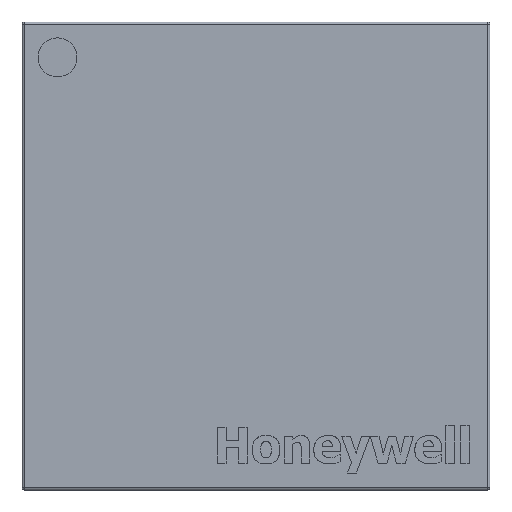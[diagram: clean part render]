
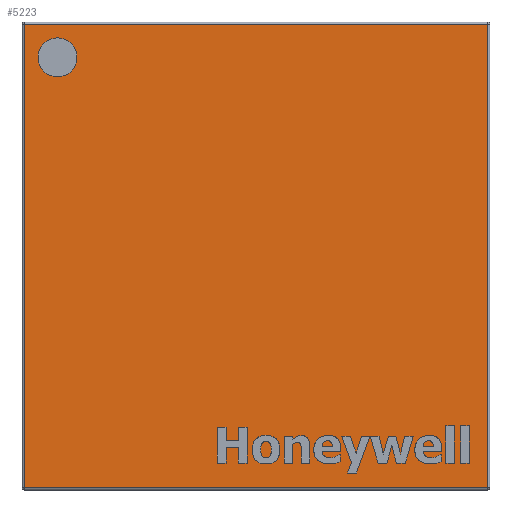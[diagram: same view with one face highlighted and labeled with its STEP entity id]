
A CAD part, top view. The second image highlights one B-rep face of the part: STEP entity #5223.
In plain terms, the highlighted planar face has unit normal (0, 0, 1).
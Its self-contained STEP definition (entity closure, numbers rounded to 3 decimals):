
#375=FACE_OUTER_BOUND('',#712,.T.);
#712=EDGE_LOOP('',(#3868,#3869,#3870,#3871));
#1137=LINE('',#7604,#1762);
#1141=LINE('',#7617,#1766);
#1143=LINE('',#7620,#1768);
#1145=LINE('',#7623,#1770);
#1762=VECTOR('',#6312,10.);
#1766=VECTOR('',#6328,10.);
#1768=VECTOR('',#6332,10.);
#1770=VECTOR('',#6336,10.);
#2320=VERTEX_POINT('',#7558);
#2329=VERTEX_POINT('',#7585);
#2332=VERTEX_POINT('',#7595);
#2335=VERTEX_POINT('',#7608);
#2888=EDGE_CURVE('',#2320,#2332,#1137,.T.);
#2895=EDGE_CURVE('',#2332,#2335,#1141,.T.);
#2897=EDGE_CURVE('',#2335,#2329,#1143,.T.);
#2899=EDGE_CURVE('',#2329,#2320,#1145,.T.);
#3868=ORIENTED_EDGE('',*,*,#2888,.F.);
#3869=ORIENTED_EDGE('',*,*,#2899,.F.);
#3870=ORIENTED_EDGE('',*,*,#2897,.F.);
#3871=ORIENTED_EDGE('',*,*,#2895,.F.);
#4942=PLANE('',#5691);
#5223=ADVANCED_FACE('',(#375),#4942,.T.);
#5691=AXIS2_PLACEMENT_3D('',#7635,#6354,#6355);
#6312=DIRECTION('',(1.,0.,0.));
#6328=DIRECTION('',(0.,-1.,0.));
#6332=DIRECTION('',(-1.,0.,0.));
#6336=DIRECTION('',(0.,1.,0.));
#6354=DIRECTION('center_axis',(0.,0.,1.));
#6355=DIRECTION('ref_axis',(1.,0.,0.));
#7558=CARTESIAN_POINT('',(-1.485,1.485,0.9));
#7585=CARTESIAN_POINT('',(-1.485,-1.485,0.9));
#7595=CARTESIAN_POINT('',(1.485,1.485,0.9));
#7604=CARTESIAN_POINT('',(0.75,1.485,0.9));
#7608=CARTESIAN_POINT('',(1.485,-1.485,0.9));
#7617=CARTESIAN_POINT('',(1.485,-0.75,0.9));
#7620=CARTESIAN_POINT('',(-0.75,-1.485,0.9));
#7623=CARTESIAN_POINT('',(-1.485,0.75,0.9));
#7635=CARTESIAN_POINT('Origin',(0.,0.,0.9));
